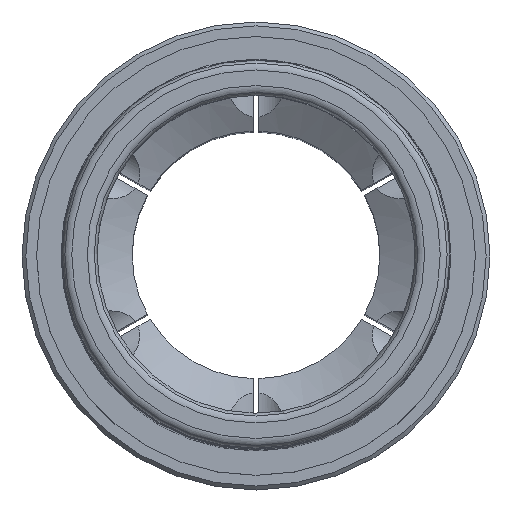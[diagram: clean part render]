
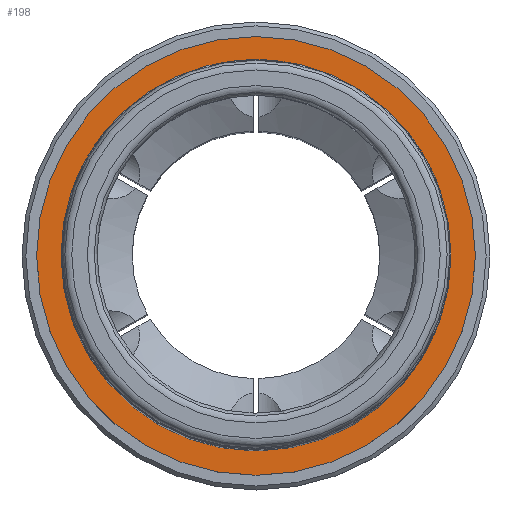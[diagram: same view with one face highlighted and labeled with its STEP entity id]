
A CAD part, top view. The second image highlights one B-rep face of the part: STEP entity #198.
In plain terms, the highlighted planar face has unit normal (0, 0, 1).
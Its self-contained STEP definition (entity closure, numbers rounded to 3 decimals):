
#198=ADVANCED_FACE('',(#290,#291),#264,.F.);
#264=PLANE('',#1456);
#290=FACE_BOUND('',#338,.T.);
#291=FACE_BOUND('',#339,.T.);
#338=EDGE_LOOP('',(#503,#504,#505,#506,#507,#508,#509,#510,#511,#512,#513,
#514,#515,#516,#517,#518,#519,#520,#521,#522,#523,#524,#525,#526));
#339=EDGE_LOOP('',(#527));
#433=CIRCLE('',#1449,10.);
#434=CIRCLE('',#1450,10.);
#435=CIRCLE('',#1451,10.);
#436=CIRCLE('',#1452,10.);
#437=CIRCLE('',#1453,10.);
#438=CIRCLE('',#1454,10.);
#439=CIRCLE('',#1455,11.25);
#503=ORIENTED_EDGE('',*,*,#1061,.T.);
#504=ORIENTED_EDGE('',*,*,#1062,.T.);
#505=ORIENTED_EDGE('',*,*,#1063,.T.);
#506=ORIENTED_EDGE('',*,*,#1064,.T.);
#507=ORIENTED_EDGE('',*,*,#1065,.T.);
#508=ORIENTED_EDGE('',*,*,#1066,.T.);
#509=ORIENTED_EDGE('',*,*,#1067,.F.);
#510=ORIENTED_EDGE('',*,*,#1068,.F.);
#511=ORIENTED_EDGE('',*,*,#1069,.F.);
#512=ORIENTED_EDGE('',*,*,#1070,.T.);
#513=ORIENTED_EDGE('',*,*,#1071,.T.);
#514=ORIENTED_EDGE('',*,*,#1072,.T.);
#515=ORIENTED_EDGE('',*,*,#1073,.T.);
#516=ORIENTED_EDGE('',*,*,#1074,.T.);
#517=ORIENTED_EDGE('',*,*,#1075,.T.);
#518=ORIENTED_EDGE('',*,*,#1076,.T.);
#519=ORIENTED_EDGE('',*,*,#1077,.T.);
#520=ORIENTED_EDGE('',*,*,#1078,.T.);
#521=ORIENTED_EDGE('',*,*,#1079,.F.);
#522=ORIENTED_EDGE('',*,*,#1080,.F.);
#523=ORIENTED_EDGE('',*,*,#1081,.F.);
#524=ORIENTED_EDGE('',*,*,#1082,.T.);
#525=ORIENTED_EDGE('',*,*,#1083,.T.);
#526=ORIENTED_EDGE('',*,*,#1084,.T.);
#527=ORIENTED_EDGE('',*,*,#1085,.T.);
#911=VERTEX_POINT('',#1948);
#912=VERTEX_POINT('',#1949);
#913=VERTEX_POINT('',#1951);
#914=VERTEX_POINT('',#1953);
#915=VERTEX_POINT('',#1955);
#916=VERTEX_POINT('',#1957);
#917=VERTEX_POINT('',#1959);
#918=VERTEX_POINT('',#1961);
#919=VERTEX_POINT('',#1963);
#920=VERTEX_POINT('',#1965);
#921=VERTEX_POINT('',#1967);
#922=VERTEX_POINT('',#1969);
#923=VERTEX_POINT('',#1971);
#924=VERTEX_POINT('',#1973);
#925=VERTEX_POINT('',#1975);
#926=VERTEX_POINT('',#1977);
#927=VERTEX_POINT('',#1979);
#928=VERTEX_POINT('',#1981);
#929=VERTEX_POINT('',#1983);
#930=VERTEX_POINT('',#1985);
#931=VERTEX_POINT('',#1987);
#932=VERTEX_POINT('',#1989);
#933=VERTEX_POINT('',#1991);
#934=VERTEX_POINT('',#1993);
#935=VERTEX_POINT('',#1996);
#1061=EDGE_CURVE('',#911,#912,#1256,.T.);
#1062=EDGE_CURVE('',#912,#913,#433,.T.);
#1063=EDGE_CURVE('',#913,#914,#1257,.T.);
#1064=EDGE_CURVE('',#914,#915,#1258,.T.);
#1065=EDGE_CURVE('',#915,#916,#1259,.T.);
#1066=EDGE_CURVE('',#916,#917,#434,.T.);
#1067=EDGE_CURVE('',#918,#917,#1260,.T.);
#1068=EDGE_CURVE('',#919,#918,#1261,.T.);
#1069=EDGE_CURVE('',#920,#919,#1262,.T.);
#1070=EDGE_CURVE('',#920,#921,#435,.T.);
#1071=EDGE_CURVE('',#921,#922,#1263,.T.);
#1072=EDGE_CURVE('',#922,#923,#1264,.T.);
#1073=EDGE_CURVE('',#923,#924,#1265,.T.);
#1074=EDGE_CURVE('',#924,#925,#436,.T.);
#1075=EDGE_CURVE('',#925,#926,#1266,.T.);
#1076=EDGE_CURVE('',#926,#927,#1267,.T.);
#1077=EDGE_CURVE('',#927,#928,#1268,.T.);
#1078=EDGE_CURVE('',#928,#929,#437,.T.);
#1079=EDGE_CURVE('',#930,#929,#1269,.T.);
#1080=EDGE_CURVE('',#931,#930,#1270,.T.);
#1081=EDGE_CURVE('',#932,#931,#1271,.T.);
#1082=EDGE_CURVE('',#932,#933,#438,.T.);
#1083=EDGE_CURVE('',#933,#934,#1272,.T.);
#1084=EDGE_CURVE('',#934,#911,#1273,.T.);
#1085=EDGE_CURVE('',#935,#935,#439,.T.);
#1256=LINE('',#1947,#1340);
#1257=LINE('',#1952,#1341);
#1258=LINE('',#1954,#1342);
#1259=LINE('',#1956,#1343);
#1260=LINE('',#1960,#1344);
#1261=LINE('',#1962,#1345);
#1262=LINE('',#1964,#1346);
#1263=LINE('',#1968,#1347);
#1264=LINE('',#1970,#1348);
#1265=LINE('',#1972,#1349);
#1266=LINE('',#1976,#1350);
#1267=LINE('',#1978,#1351);
#1268=LINE('',#1980,#1352);
#1269=LINE('',#1984,#1353);
#1270=LINE('',#1986,#1354);
#1271=LINE('',#1988,#1355);
#1272=LINE('',#1992,#1356);
#1273=LINE('',#1994,#1357);
#1340=VECTOR('',#1604,1.);
#1341=VECTOR('',#1607,1.);
#1342=VECTOR('',#1608,1.);
#1343=VECTOR('',#1609,1.);
#1344=VECTOR('',#1612,1.);
#1345=VECTOR('',#1613,1.);
#1346=VECTOR('',#1614,1.);
#1347=VECTOR('',#1617,1.);
#1348=VECTOR('',#1618,1.);
#1349=VECTOR('',#1619,1.);
#1350=VECTOR('',#1622,1.);
#1351=VECTOR('',#1623,1.);
#1352=VECTOR('',#1624,1.);
#1353=VECTOR('',#1627,1.);
#1354=VECTOR('',#1628,1.);
#1355=VECTOR('',#1629,1.);
#1356=VECTOR('',#1632,1.);
#1357=VECTOR('',#1633,1.);
#1449=AXIS2_PLACEMENT_3D('',#1950,#1605,#1606);
#1450=AXIS2_PLACEMENT_3D('',#1958,#1610,#1611);
#1451=AXIS2_PLACEMENT_3D('',#1966,#1615,#1616);
#1452=AXIS2_PLACEMENT_3D('',#1974,#1620,#1621);
#1453=AXIS2_PLACEMENT_3D('',#1982,#1625,#1626);
#1454=AXIS2_PLACEMENT_3D('',#1990,#1630,#1631);
#1455=AXIS2_PLACEMENT_3D('',#1995,#1634,#1635);
#1456=AXIS2_PLACEMENT_3D('',#1997,#1636,#1637);
#1604=DIRECTION('',(-0.866,-0.5,0.));
#1605=DIRECTION('',(0.,0.,-1.));
#1606=DIRECTION('',(-1.,0.,0.));
#1607=DIRECTION('',(0.866,-0.5,0.));
#1608=DIRECTION('',(-0.5,-0.866,0.));
#1609=DIRECTION('',(-0.866,0.5,0.));
#1610=DIRECTION('',(0.,0.,-1.));
#1611=DIRECTION('',(-1.,0.,0.));
#1612=DIRECTION('',(0.,1.,0.));
#1613=DIRECTION('',(1.,0.,0.));
#1614=DIRECTION('',(0.,-1.,0.));
#1615=DIRECTION('',(0.,0.,-1.));
#1616=DIRECTION('',(-1.,0.,0.));
#1617=DIRECTION('',(-0.866,-0.5,0.));
#1618=DIRECTION('',(-0.5,0.866,0.));
#1619=DIRECTION('',(0.866,0.5,0.));
#1620=DIRECTION('',(0.,0.,-1.));
#1621=DIRECTION('',(-1.,0.,0.));
#1622=DIRECTION('',(-0.866,0.5,0.));
#1623=DIRECTION('',(0.5,0.866,0.));
#1624=DIRECTION('',(0.866,-0.5,0.));
#1625=DIRECTION('',(0.,0.,-1.));
#1626=DIRECTION('',(-1.,0.,0.));
#1627=DIRECTION('',(0.,-1.,0.));
#1628=DIRECTION('',(-1.,0.,0.));
#1629=DIRECTION('',(0.,1.,0.));
#1630=DIRECTION('',(0.,0.,-1.));
#1631=DIRECTION('',(-1.,0.,0.));
#1632=DIRECTION('',(0.866,0.5,0.));
#1633=DIRECTION('',(0.5,-0.866,0.));
#1634=DIRECTION('',(0.,0.,1.));
#1635=DIRECTION('',(-1.,0.,0.));
#1636=DIRECTION('',(0.,0.,-1.));
#1637=DIRECTION('',(1.,0.,0.));
#1947=CARTESIAN_POINT('',(8.735,4.87,0.));
#1948=CARTESIAN_POINT('',(8.735,4.87,0.));
#1949=CARTESIAN_POINT('',(8.734,4.87,0.));
#1950=CARTESIAN_POINT('',(0.,0.,0.));
#1951=CARTESIAN_POINT('',(8.734,-4.87,0.));
#1952=CARTESIAN_POINT('',(8.431,-4.695,0.));
#1953=CARTESIAN_POINT('',(8.735,-4.87,0.));
#1954=CARTESIAN_POINT('',(8.735,-4.87,0.));
#1955=CARTESIAN_POINT('',(8.585,-5.13,0.));
#1956=CARTESIAN_POINT('',(8.585,-5.13,0.));
#1957=CARTESIAN_POINT('',(8.584,-5.129,0.));
#1958=CARTESIAN_POINT('',(0.,0.,0.));
#1959=CARTESIAN_POINT('',(0.15,-9.999,0.));
#1960=CARTESIAN_POINT('',(0.15,-10.,0.));
#1961=CARTESIAN_POINT('',(0.15,-10.,0.));
#1962=CARTESIAN_POINT('',(-0.15,-10.,0.));
#1963=CARTESIAN_POINT('',(-0.15,-10.,0.));
#1964=CARTESIAN_POINT('',(-0.15,-9.649,0.));
#1965=CARTESIAN_POINT('',(-0.15,-9.999,0.));
#1966=CARTESIAN_POINT('',(0.,0.,0.));
#1967=CARTESIAN_POINT('',(-8.584,-5.129,0.));
#1968=CARTESIAN_POINT('',(-8.281,-4.954,0.));
#1969=CARTESIAN_POINT('',(-8.585,-5.13,0.));
#1970=CARTESIAN_POINT('',(-8.585,-5.13,0.));
#1971=CARTESIAN_POINT('',(-8.735,-4.87,0.));
#1972=CARTESIAN_POINT('',(-8.735,-4.87,0.));
#1973=CARTESIAN_POINT('',(-8.734,-4.87,0.));
#1974=CARTESIAN_POINT('',(0.,0.,0.));
#1975=CARTESIAN_POINT('',(-8.734,4.87,0.));
#1976=CARTESIAN_POINT('',(-8.431,4.695,0.));
#1977=CARTESIAN_POINT('',(-8.735,4.87,0.));
#1978=CARTESIAN_POINT('',(-8.735,4.87,0.));
#1979=CARTESIAN_POINT('',(-8.585,5.13,0.));
#1980=CARTESIAN_POINT('',(-8.585,5.13,0.));
#1981=CARTESIAN_POINT('',(-8.584,5.129,0.));
#1982=CARTESIAN_POINT('',(0.,0.,0.));
#1983=CARTESIAN_POINT('',(-0.15,9.999,0.));
#1984=CARTESIAN_POINT('',(-0.15,10.,0.));
#1985=CARTESIAN_POINT('',(-0.15,10.,0.));
#1986=CARTESIAN_POINT('',(0.15,10.,0.));
#1987=CARTESIAN_POINT('',(0.15,10.,0.));
#1988=CARTESIAN_POINT('',(0.15,9.649,0.));
#1989=CARTESIAN_POINT('',(0.15,9.999,0.));
#1990=CARTESIAN_POINT('',(0.,0.,0.));
#1991=CARTESIAN_POINT('',(8.584,5.129,0.));
#1992=CARTESIAN_POINT('',(8.281,4.954,0.));
#1993=CARTESIAN_POINT('',(8.585,5.13,0.));
#1994=CARTESIAN_POINT('',(8.585,5.13,0.));
#1995=CARTESIAN_POINT('',(0.,0.,0.));
#1996=CARTESIAN_POINT('',(-11.25,0.,0.));
#1997=CARTESIAN_POINT('',(0.,9.65,0.));
